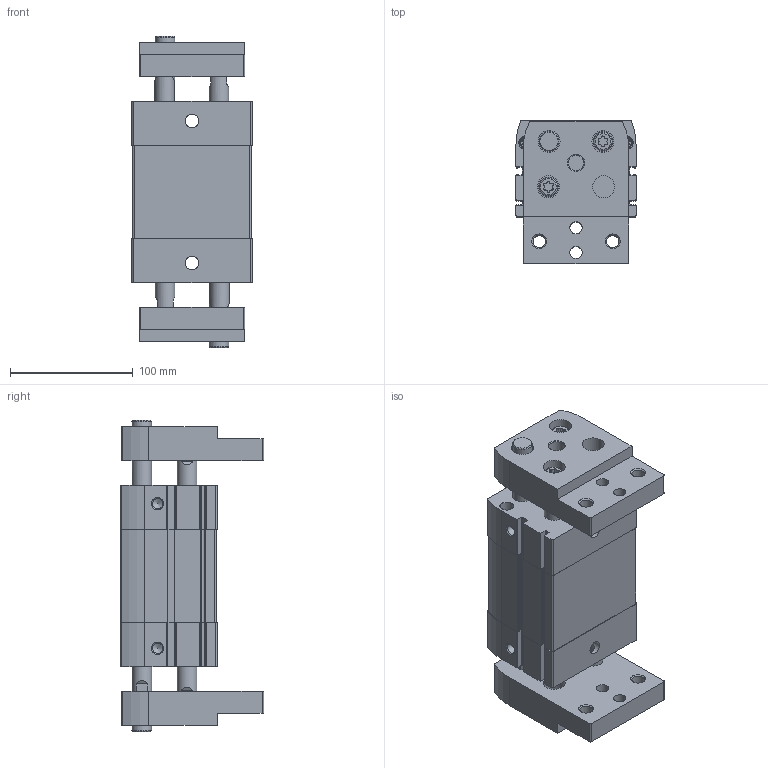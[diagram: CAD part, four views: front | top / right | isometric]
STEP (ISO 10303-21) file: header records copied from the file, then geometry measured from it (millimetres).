
FILE_DESCRIPTION(/* description */ ('STEP AP214'),/* implementation_level */ '2;1');
FILE_NAME(/* name */ '8112225_DHPL-40-100-P-A',/* time_stamp */ '2024-08-15T04:00:36+02:00',/* author */ ('License CC BY-ND 4.0'),/* organization */ ('CADENAS'),/* preprocessor_version */ 'ST-DEVELOPER v19.3',/* originating_system */ 'PARTsolutions',/* authorisation */ ' ');
FILE_SCHEMA (('AUTOMOTIVE_DESIGN {1 0 10303 214 3 1 1}'));
Length unit declared in the file: millimetre
Products named in the file (3): 8112225 DHPL-40-100-P-A---(0_high); 8112225 DHPL-40-100-P-A---(high_h); 8112225 DHPL-40-100-P-A---(high_s)
Assembly tree (3 placements, depth 2):
  8112225 DHPL-40-100-P-A---(0_high)
    8112225 DHPL-40-100-P-A---(high_h)
    8112225 DHPL-40-100-P-A---(high_s)  x2
Bounding box: 98 x 117 x 254.4 mm (x, y, z)
Volume: 1435712.7 mm3; surface area: 231359.7 mm2
Topology: 3 solids, 3 shells, 512 faces, 1345 edges, 876 vertices
Faces by surface type: cylinder 280, plane 175, cone 47, torus 10
Full cylindrical faces by diameter (mm): 2.5 x2, 6 x1, 8.376 x6, 8.566 x2, 10 x4, 10.106 x4, 11 x12, 12.917 x2, 16 x8, 18 x8, 20 x1, 38 x1, 40 x4
Entity records: 13101 total; most frequent: DIRECTION 2384, CARTESIAN_POINT 2360, ORIENTED_EDGE 2038, EDGE_CURVE 1019, AXIS2_PLACEMENT_3D 949, VERTEX_POINT 719, FACE_BOUND 594, EDGE_LOOP 588
